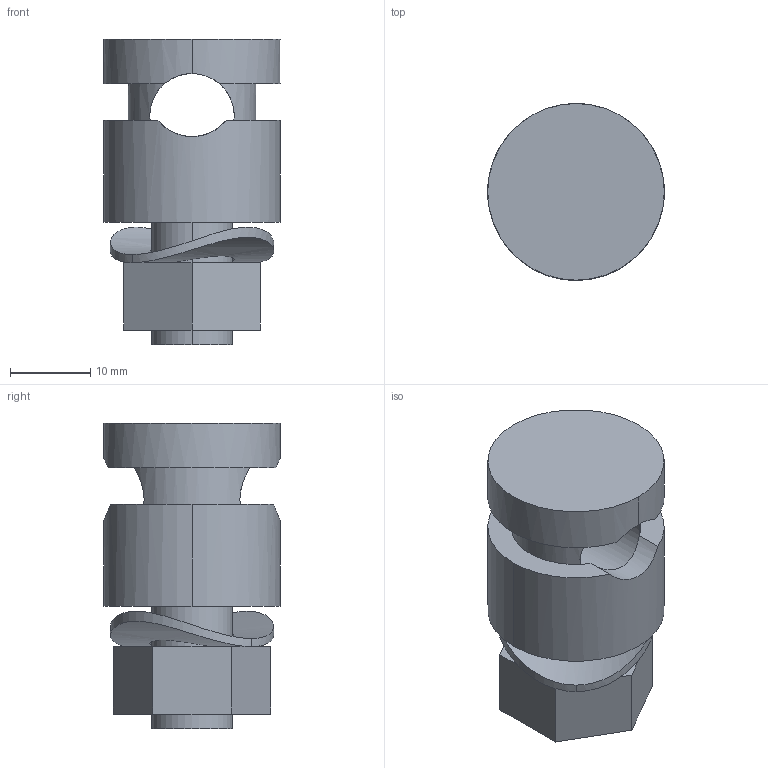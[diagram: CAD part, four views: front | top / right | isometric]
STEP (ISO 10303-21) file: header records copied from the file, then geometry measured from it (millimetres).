
FILE_DESCRIPTION (( 'STEP AP214' ), '1' );
FILE_NAME ('5304176.stp', '2017-03-21T09:42:01', ( '' ), ( '' ), 'SwSTEP 2.0', 'SolidWorks 2016', '' );
FILE_SCHEMA (( 'AUTOMOTIVE_DESIGN' ));
Length unit declared in the file: millimetre
Products named in the file (5): 011645_Hexagon Nut ISO 4032 - M10 - D - C; 013622_gebogene Darstellung; 066525_Standard; 066524_Standard; 5304176
Assembly tree (4 placements, depth 2):
  5304176
    066524_Standard
    066525_Standard
    013622_gebogene Darstellung
    011645_Hexagon Nut ISO 4032 - M10 - D - C
Bounding box: 22 x 22 x 38 mm (x, y, z)
Volume: 9116.6 mm3; surface area: 6402.1 mm2
Topology: 4 solids, 4 shells, 41 faces, 102 edges, 68 vertices
Faces by surface type: cylinder 22, plane 17, bspline 2
Entity records: 1998 total; most frequent: CARTESIAN_POINT 830, ORIENTED_EDGE 204, DIRECTION 202, EDGE_CURVE 102, AXIS2_PLACEMENT_3D 78, VERTEX_POINT 68, EDGE_LOOP 48, LINE 46
